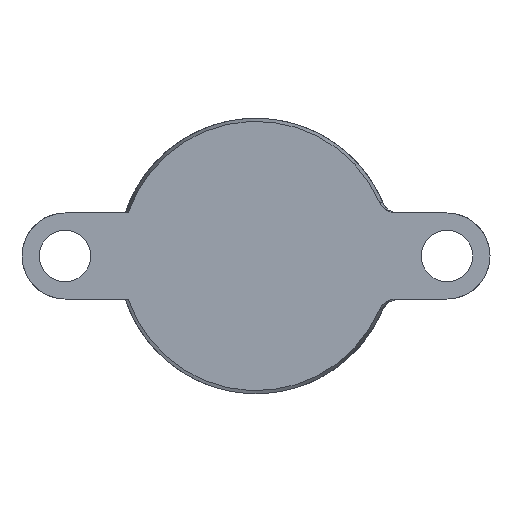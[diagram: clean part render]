
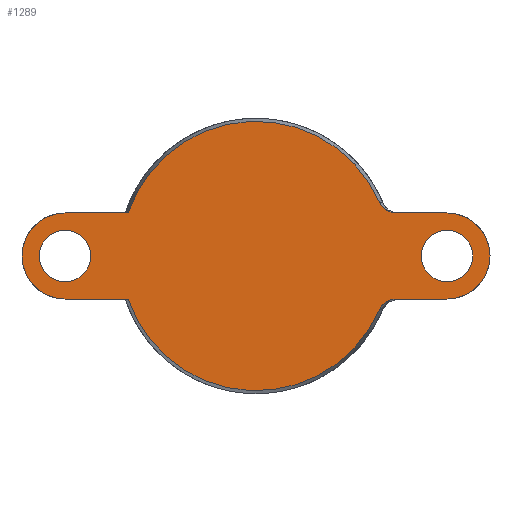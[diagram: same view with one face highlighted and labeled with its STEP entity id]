
A CAD part, front view. The second image highlights one B-rep face of the part: STEP entity #1289.
In plain terms, the highlighted planar face has unit normal (0, -1, 0).
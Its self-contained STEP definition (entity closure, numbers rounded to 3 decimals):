
#7 = CARTESIAN_POINT ( 'NONE',  ( 36.388, 0., 14.659 ) ) ;
#30 = EDGE_CURVE ( 'NONE', #164, #164, #876, .T. ) ;
#43 = CARTESIAN_POINT ( 'NONE',  ( 35.928, 0., -15.535 ) ) ;
#49 = CARTESIAN_POINT ( 'NONE',  ( 38.218, 0., -13.072 ) ) ;
#57 = CARTESIAN_POINT ( 'NONE',  ( 0., 0., 0. ) ) ;
#77 = LINE ( 'NONE', #89, #893 ) ;
#82 = EDGE_CURVE ( 'NONE', #1172, #607, #302, .T. ) ;
#84 = CARTESIAN_POINT ( 'NONE',  ( 38.008, 0., 13.187 ) ) ;
#89 = CARTESIAN_POINT ( 'NONE',  ( -15., 0., -12.5 ) ) ;
#91 = DIRECTION ( 'NONE',  ( 0., 0., -1. ) ) ;
#105 = CARTESIAN_POINT ( 'NONE',  ( 55.5, 0., 0. ) ) ;
#107 = VERTEX_POINT ( 'NONE', #500 ) ;
#115 = CIRCLE ( 'NONE', #322, 12.5 ) ;
#134 = CIRCLE ( 'NONE', #704, 12.5 ) ;
#147 = CARTESIAN_POINT ( 'NONE',  ( 38.663, 0., -12.866 ) ) ;
#164 = VERTEX_POINT ( 'NONE', #560 ) ;
#165 = DIRECTION ( 'NONE',  ( -1., 0., 0. ) ) ;
#175 = ORIENTED_EDGE ( 'NONE', *, *, #1003, .T. ) ;
#182 = VECTOR ( 'NONE', #1145, 1000. ) ;
#194 = DIRECTION ( 'NONE',  ( 0., 1., 0. ) ) ;
#212 = EDGE_LOOP ( 'NONE', ( #778 ) ) ;
#214 = DIRECTION ( 'NONE',  ( 0., 0., 1. ) ) ;
#245 = CARTESIAN_POINT ( 'NONE',  ( 0., 0., 0. ) ) ;
#263 = VERTEX_POINT ( 'NONE', #962 ) ;
#302 = CIRCLE ( 'NONE', #1187, 39.143 ) ;
#312 = DIRECTION ( 'NONE',  ( 0., 1., 0. ) ) ;
#318 = DIRECTION ( 'NONE',  ( 0., 0., -1. ) ) ;
#322 = AXIS2_PLACEMENT_3D ( 'NONE', #566, #1261, #361 ) ;
#329 = CARTESIAN_POINT ( 'NONE',  ( 35.928, 0., -15.535 ) ) ;
#335 = CARTESIAN_POINT ( 'NONE',  ( 36.124, 0., -15.081 ) ) ;
#341 = CARTESIAN_POINT ( 'NONE',  ( 36.381, 0., -14.668 ) ) ;
#358 = CARTESIAN_POINT ( 'NONE',  ( 55.5, 0., -12.5 ) ) ;
#361 = DIRECTION ( 'NONE',  ( 0., 0., -1. ) ) ;
#362 = CARTESIAN_POINT ( 'NONE',  ( -55.5, 0., -12.5 ) ) ;
#370 = CARTESIAN_POINT ( 'NONE',  ( 15., 0., 12.5 ) ) ;
#390 = DIRECTION ( 'NONE',  ( 1., 0., 0. ) ) ;
#439 = CARTESIAN_POINT ( 'NONE',  ( 40.579, 0., -12.5 ) ) ;
#443 = AXIS2_PLACEMENT_3D ( 'NONE', #472, #872, #1165 ) ;
#451 = CARTESIAN_POINT ( 'NONE',  ( 35.928, 0., 15.535 ) ) ;
#452 = CARTESIAN_POINT ( 'NONE',  ( -15., 0., 12.5 ) ) ;
#462 = FACE_OUTER_BOUND ( 'NONE', #965, .T. ) ;
#463 = CARTESIAN_POINT ( 'NONE',  ( 38.665, 0., 12.866 ) ) ;
#472 = CARTESIAN_POINT ( 'NONE',  ( -39.143, 0., 0. ) ) ;
#491 = CARTESIAN_POINT ( 'NONE',  ( 36.861, 0., 14.101 ) ) ;
#498 = EDGE_CURVE ( 'NONE', #1224, #682, #134, .T. ) ;
#499 = ORIENTED_EDGE ( 'NONE', *, *, #1281, .T. ) ;
#500 = CARTESIAN_POINT ( 'NONE',  ( -55.5, 0., 7.5 ) ) ;
#506 = CIRCLE ( 'NONE', #678, 39.143 ) ;
#518 = CARTESIAN_POINT ( 'NONE',  ( 36.124, 0., 15.081 ) ) ;
#533 = DIRECTION ( 'NONE',  ( 0., -1., 0. ) ) ;
#546 = CARTESIAN_POINT ( 'NONE',  ( 37.591, 0., -13.458 ) ) ;
#560 = CARTESIAN_POINT ( 'NONE',  ( 55.5, 0., 7.5 ) ) ;
#561 = CARTESIAN_POINT ( 'NONE',  ( 15., 0., -12.5 ) ) ;
#566 = CARTESIAN_POINT ( 'NONE',  ( -55.5, 0., 0. ) ) ;
#567 = EDGE_CURVE ( 'NONE', #1116, #1280, #964, .T. ) ;
#581 = CARTESIAN_POINT ( 'NONE',  ( 38.897, 0., 12.778 ) ) ;
#607 = VERTEX_POINT ( 'NONE', #1044 ) ;
#641 = CARTESIAN_POINT ( 'NONE',  ( 38., 0., -13.192 ) ) ;
#653 = ORIENTED_EDGE ( 'NONE', *, *, #951, .F. ) ;
#654 = FACE_BOUND ( 'NONE', #1260, .T. ) ;
#658 = AXIS2_PLACEMENT_3D ( 'NONE', #105, #312, #1110 ) ;
#667 = FACE_BOUND ( 'NONE', #212, .T. ) ;
#671 = ORIENTED_EDGE ( 'NONE', *, *, #1054, .F. ) ;
#678 = AXIS2_PLACEMENT_3D ( 'NONE', #57, #533, #1233 ) ;
#682 = VERTEX_POINT ( 'NONE', #358 ) ;
#696 = CARTESIAN_POINT ( 'NONE',  ( 35.928, 0., 15.535 ) ) ;
#704 = AXIS2_PLACEMENT_3D ( 'NONE', #720, #194, #91 ) ;
#720 = CARTESIAN_POINT ( 'NONE',  ( 55.5, 0., 0. ) ) ;
#735 = CARTESIAN_POINT ( 'NONE',  ( 38.891, 0., -12.781 ) ) ;
#736 = CARTESIAN_POINT ( 'NONE',  ( 40.579, 0., 12.5 ) ) ;
#744 = EDGE_CURVE ( 'NONE', #682, #1280, #941, .T. ) ;
#749 = ORIENTED_EDGE ( 'NONE', *, *, #1264, .T. ) ;
#759 = ORIENTED_EDGE ( 'NONE', *, *, #567, .T. ) ;
#768 = AXIS2_PLACEMENT_3D ( 'NONE', #1114, #1004, #214 ) ;
#769 = CARTESIAN_POINT ( 'NONE',  ( 39.603, 0., 12.57 ) ) ;
#778 = ORIENTED_EDGE ( 'NONE', *, *, #30, .T. ) ;
#794 = PLANE ( 'NONE',  #443 ) ;
#813 = CARTESIAN_POINT ( 'NONE',  ( 37.4, 0., 13.603 ) ) ;
#837 = DIRECTION ( 'NONE',  ( 0., -1., 0. ) ) ;
#848 = EDGE_CURVE ( 'NONE', #607, #263, #935, .T. ) ;
#867 = LINE ( 'NONE', #370, #1104 ) ;
#872 = DIRECTION ( 'NONE',  ( 0., 1., 0. ) ) ;
#876 = CIRCLE ( 'NONE', #658, 7.5 ) ;
#883 = ORIENTED_EDGE ( 'NONE', *, *, #82, .T. ) ;
#893 = VECTOR ( 'NONE', #1062, 1000. ) ;
#904 = CARTESIAN_POINT ( 'NONE',  ( 37.598, 0., 13.453 ) ) ;
#935 = LINE ( 'NONE', #452, #1082 ) ;
#938 = CARTESIAN_POINT ( 'NONE',  ( 37.031, 0., -13.929 ) ) ;
#941 = LINE ( 'NONE', #561, #182 ) ;
#945 = CARTESIAN_POINT ( 'NONE',  ( 39.592, 0., -12.572 ) ) ;
#951 = EDGE_CURVE ( 'NONE', #1100, #1224, #867, .T. ) ;
#953 = CIRCLE ( 'NONE', #768, 7.5 ) ;
#962 = CARTESIAN_POINT ( 'NONE',  ( -55.5, 0., 12.5 ) ) ;
#964 = B_SPLINE_CURVE_WITH_KNOTS ( 'NONE', 3,
 ( #43, #335, #341, #1135, #938, #1142, #546, #641, #49, #147, #735, #945, #1050, #439 ),
 .UNSPECIFIED., .F., .F.,
 ( 4, 2, 2, 2, 2, 2, 4 ),
 ( 0., 0.001, 0.002, 0.003, 0.004, 0.004, 0.006 ),
 .UNSPECIFIED. ) ;
#965 = EDGE_LOOP ( 'NONE', ( #653, #175, #883, #1006, #499, #749, #1111, #759, #1163, #1294 ) ) ;
#986 = CARTESIAN_POINT ( 'NONE',  ( 38.221, 0., 13.07 ) ) ;
#990 = VERTEX_POINT ( 'NONE', #362 ) ;
#1003 = EDGE_CURVE ( 'NONE', #1100, #1172, #1156, .T. ) ;
#1004 = DIRECTION ( 'NONE',  ( 0., -1., 0. ) ) ;
#1006 = ORIENTED_EDGE ( 'NONE', *, *, #848, .T. ) ;
#1023 = CARTESIAN_POINT ( 'NONE',  ( -37.093, 0., -12.5 ) ) ;
#1026 = VERTEX_POINT ( 'NONE', #1023 ) ;
#1044 = CARTESIAN_POINT ( 'NONE',  ( -37.093, 0., 12.5 ) ) ;
#1050 = CARTESIAN_POINT ( 'NONE',  ( 40.085, 0., -12.5 ) ) ;
#1054 = EDGE_CURVE ( 'NONE', #107, #107, #953, .T. ) ;
#1062 = DIRECTION ( 'NONE',  ( 1., 0., 0. ) ) ;
#1068 = CARTESIAN_POINT ( 'NONE',  ( 55.5, 0., 12.5 ) ) ;
#1075 = CARTESIAN_POINT ( 'NONE',  ( 40.579, 0., -12.5 ) ) ;
#1082 = VECTOR ( 'NONE', #165, 1000. ) ;
#1100 = VERTEX_POINT ( 'NONE', #736 ) ;
#1104 = VECTOR ( 'NONE', #390, 1000. ) ;
#1110 = DIRECTION ( 'NONE',  ( 0., 0., 1. ) ) ;
#1111 = ORIENTED_EDGE ( 'NONE', *, *, #1171, .T. ) ;
#1114 = CARTESIAN_POINT ( 'NONE',  ( -55.5, 0., 0. ) ) ;
#1116 = VERTEX_POINT ( 'NONE', #329 ) ;
#1135 = CARTESIAN_POINT ( 'NONE',  ( 36.857, 0., -14.106 ) ) ;
#1142 = CARTESIAN_POINT ( 'NONE',  ( 37.397, 0., -13.606 ) ) ;
#1145 = DIRECTION ( 'NONE',  ( -1., 0., 0. ) ) ;
#1156 = B_SPLINE_CURVE_WITH_KNOTS ( 'NONE', 3,
 ( #1179, #1262, #769, #581, #463, #986, #84, #904, #813, #1213, #491, #7, #518, #696 ),
 .UNSPECIFIED., .F., .F.,
 ( 4, 2, 2, 2, 2, 2, 4 ),
 ( 0., 0.001, 0.002, 0.003, 0.004, 0.004, 0.006 ),
 .UNSPECIFIED. ) ;
#1163 = ORIENTED_EDGE ( 'NONE', *, *, #744, .F. ) ;
#1165 = DIRECTION ( 'NONE',  ( 0., 0., 1. ) ) ;
#1171 = EDGE_CURVE ( 'NONE', #1026, #1116, #506, .T. ) ;
#1172 = VERTEX_POINT ( 'NONE', #451 ) ;
#1179 = CARTESIAN_POINT ( 'NONE',  ( 40.579, 0., 12.5 ) ) ;
#1187 = AXIS2_PLACEMENT_3D ( 'NONE', #245, #837, #318 ) ;
#1213 = CARTESIAN_POINT ( 'NONE',  ( 37.032, 0., 13.927 ) ) ;
#1224 = VERTEX_POINT ( 'NONE', #1068 ) ;
#1233 = DIRECTION ( 'NONE',  ( 0., 0., -1. ) ) ;
#1260 = EDGE_LOOP ( 'NONE', ( #671 ) ) ;
#1261 = DIRECTION ( 'NONE',  ( 0., -1., 0. ) ) ;
#1262 = CARTESIAN_POINT ( 'NONE',  ( 40.085, 0., 12.5 ) ) ;
#1264 = EDGE_CURVE ( 'NONE', #990, #1026, #77, .T. ) ;
#1280 = VERTEX_POINT ( 'NONE', #1075 ) ;
#1281 = EDGE_CURVE ( 'NONE', #263, #990, #115, .T. ) ;
#1289 = ADVANCED_FACE ( 'NONE', ( #462, #667, #654 ), #794, .F. ) ;
#1294 = ORIENTED_EDGE ( 'NONE', *, *, #498, .F. ) ;
